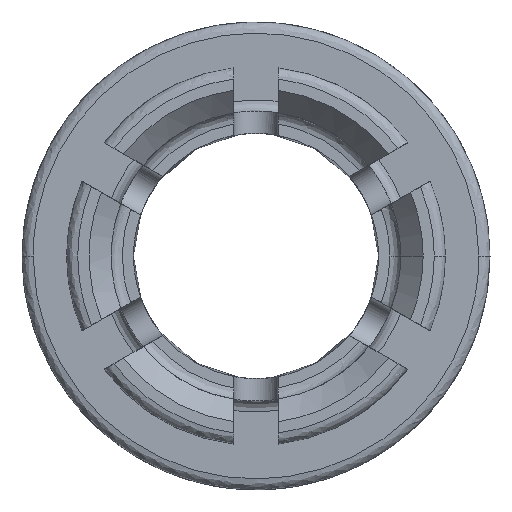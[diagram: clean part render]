
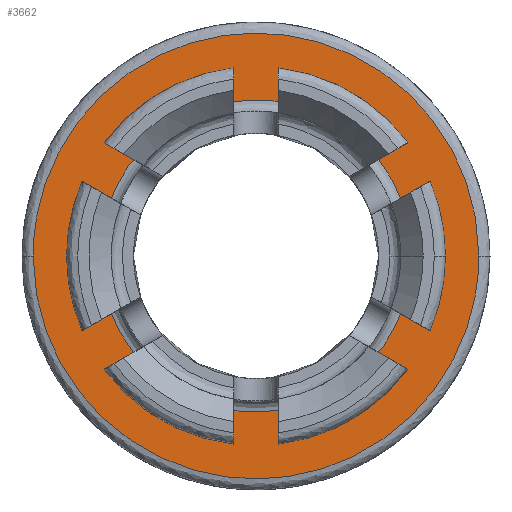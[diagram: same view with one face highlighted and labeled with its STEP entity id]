
A CAD part, front view. The second image highlights one B-rep face of the part: STEP entity #3662.
In plain terms, the highlighted free-form (B-spline) face has degree [1, 1] with [2, 2] control points.
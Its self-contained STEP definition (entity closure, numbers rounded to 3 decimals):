
#72 = VERTEX_POINT('',#73);
#73 = CARTESIAN_POINT('',(16.2,13.382,0.));
#79 = EDGE_CURVE('',#72,#80,#82,.T.);
#80 = VERTEX_POINT('',#81);
#81 = CARTESIAN_POINT('',(-16.2,13.382,
    0.));
#82 = ( BOUNDED_CURVE() B_SPLINE_CURVE(2,(#83,#84,#85,#86,#87),
.UNSPECIFIED.,.F.,.F.) B_SPLINE_CURVE_WITH_KNOTS((3,2,3),(0.,
1.571,3.142),.PIECEWISE_BEZIER_KNOTS.) CURVE() 
GEOMETRIC_REPRESENTATION_ITEM() RATIONAL_B_SPLINE_CURVE((1.,
0.707,1.,0.707,1.)) REPRESENTATION_ITEM('') );
#83 = CARTESIAN_POINT('',(16.2,13.382,0.));
#84 = CARTESIAN_POINT('',(16.2,13.382,
    -16.2));
#85 = CARTESIAN_POINT('',(0.,13.382,
    -16.2));
#86 = CARTESIAN_POINT('',(-16.2,13.382,
    -16.2));
#87 = CARTESIAN_POINT('',(-16.2,13.382,
    0.));
#192 = VERTEX_POINT('',#193);
#193 = CARTESIAN_POINT('',(-23.142,13.382,
    0.));
#199 = EDGE_CURVE('',#200,#192,#202,.T.);
#200 = VERTEX_POINT('',#201);
#201 = CARTESIAN_POINT('',(23.142,13.382,0.));
#202 = ( BOUNDED_CURVE() B_SPLINE_CURVE(2,(#203,#204,#205,#206,#207),
.UNSPECIFIED.,.F.,.F.) B_SPLINE_CURVE_WITH_KNOTS((3,2,3),(0.,
1.571,3.142),.PIECEWISE_BEZIER_KNOTS.) CURVE() 
GEOMETRIC_REPRESENTATION_ITEM() RATIONAL_B_SPLINE_CURVE((1.,
0.707,1.,0.707,1.)) REPRESENTATION_ITEM('') );
#203 = CARTESIAN_POINT('',(23.142,13.382,0.));
#204 = CARTESIAN_POINT('',(23.142,13.382,
    23.142));
#205 = CARTESIAN_POINT('',(0.,13.382,
    23.142));
#206 = CARTESIAN_POINT('',(-23.142,13.382,
    23.142));
#207 = CARTESIAN_POINT('',(-23.142,13.382,
    0.));
#3662 = ADVANCED_FACE('',(#3663,#3674),#3685,.T.);
#3663 = FACE_BOUND('',#3664,.T.);
#3664 = EDGE_LOOP('',(#3665,#3666));
#3665 = ORIENTED_EDGE('',*,*,#199,.T.);
#3666 = ORIENTED_EDGE('',*,*,#3667,.T.);
#3667 = EDGE_CURVE('',#192,#200,#3668,.T.);
#3668 = ( BOUNDED_CURVE() B_SPLINE_CURVE(2,(#3669,#3670,#3671,#3672,
#3673),.UNSPECIFIED.,.F.,.F.) B_SPLINE_CURVE_WITH_KNOTS((3,2,3),(
    3.142,4.712,6.283),
.PIECEWISE_BEZIER_KNOTS.) CURVE() GEOMETRIC_REPRESENTATION_ITEM() 
RATIONAL_B_SPLINE_CURVE((1.,0.707,1.,0.707,1.)) 
REPRESENTATION_ITEM('') );
#3669 = CARTESIAN_POINT('',(-23.142,13.382,
    0.));
#3670 = CARTESIAN_POINT('',(-23.142,13.382,
    -23.142));
#3671 = CARTESIAN_POINT('',(0.,13.382,
    -23.142));
#3672 = CARTESIAN_POINT('',(23.142,13.382,
    -23.142));
#3673 = CARTESIAN_POINT('',(23.142,13.382,
    0.));
#3674 = FACE_BOUND('',#3675,.T.);
#3675 = EDGE_LOOP('',(#3676,#3677));
#3676 = ORIENTED_EDGE('',*,*,#79,.T.);
#3677 = ORIENTED_EDGE('',*,*,#3678,.T.);
#3678 = EDGE_CURVE('',#80,#72,#3679,.T.);
#3679 = ( BOUNDED_CURVE() B_SPLINE_CURVE(2,(#3680,#3681,#3682,#3683,
#3684),.UNSPECIFIED.,.F.,.F.) B_SPLINE_CURVE_WITH_KNOTS((3,2,3),(
    3.142,4.712,6.283),
.PIECEWISE_BEZIER_KNOTS.) CURVE() GEOMETRIC_REPRESENTATION_ITEM() 
RATIONAL_B_SPLINE_CURVE((1.,0.707,1.,0.707,1.)) 
REPRESENTATION_ITEM('') );
#3680 = CARTESIAN_POINT('',(-16.2,13.382,
    0.));
#3681 = CARTESIAN_POINT('',(-16.2,13.382,
    16.2));
#3682 = CARTESIAN_POINT('',(0.,13.382,
    16.2));
#3683 = CARTESIAN_POINT('',(16.2,13.382,
    16.2));
#3684 = CARTESIAN_POINT('',(16.2,13.382,
    0.));
#3685 = B_SPLINE_SURFACE_WITH_KNOTS('',1,1,(
    (#3686,#3687)
    ,(#3688,#3689
    )),.UNSPECIFIED.,.F.,.F.,.F.,(2,2),(2,2),(-7.,33.),(-20.,20.),
  .PIECEWISE_BEZIER_KNOTS.);
#3686 = CARTESIAN_POINT('',(-23.142,13.382,
    -23.142));
#3687 = CARTESIAN_POINT('',(-23.142,13.382,
    23.142));
#3688 = CARTESIAN_POINT('',(23.142,13.382,
    -23.142));
#3689 = CARTESIAN_POINT('',(23.142,13.382,
    23.142));
